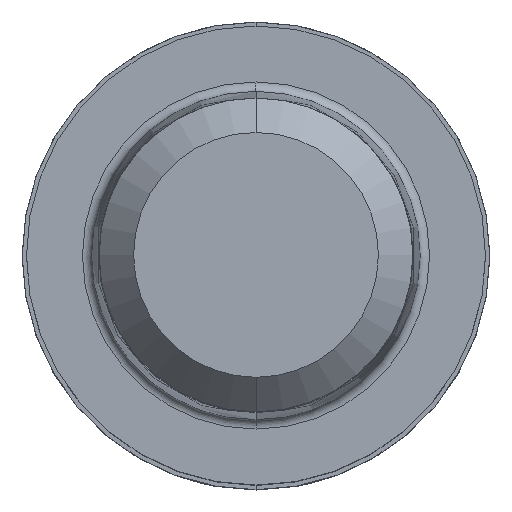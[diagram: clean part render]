
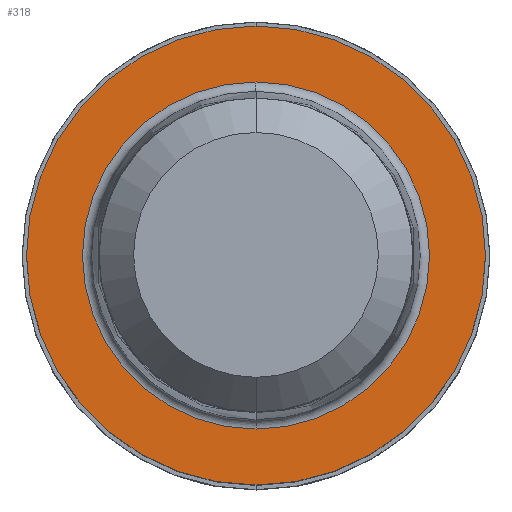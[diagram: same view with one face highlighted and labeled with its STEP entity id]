
A CAD part, top view. The second image highlights one B-rep face of the part: STEP entity #318.
In plain terms, the highlighted planar face has unit normal (0, 0, 1).
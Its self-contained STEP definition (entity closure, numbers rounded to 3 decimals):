
#172=EDGE_CURVE('',#186,#284,#451,.T.);
#174=EDGE_CURVE('',#284,#186,#453,.T.);
#186=VERTEX_POINT('',#465);
#216=VERTEX_POINT('',#498);
#284=VERTEX_POINT('',#575);
#308=VERTEX_POINT('',#603);
#318=ADVANCED_FACE('',(#613,#614),#615,.T.);
#336=EDGE_CURVE('',#216,#308,#635,.T.);
#384=EDGE_CURVE('',#308,#216,#692,.T.);
#451=CIRCLE('',#760,5.935);
#453=CIRCLE('',#763,5.935);
#465=CARTESIAN_POINT('',(0.0,5.935,0.01));
#498=CARTESIAN_POINT('',(0.0,7.85,0.01));
#575=CARTESIAN_POINT('',(0.,-5.935,0.01));
#603=CARTESIAN_POINT('',(0.,-7.85,0.01));
#613=FACE_OUTER_BOUND('',#969,.T.);
#614=FACE_BOUND('',#970,.T.);
#615=PLANE('',#971);
#635=CIRCLE('',#995,7.85);
#692=CIRCLE('',#1066,7.85);
#760=AXIS2_PLACEMENT_3D('',#1126,#1127,#1128);
#763=AXIS2_PLACEMENT_3D('',#1129,#1130,#1131);
#969=EDGE_LOOP('',(#1323,#1324));
#970=EDGE_LOOP('',(#1325,#1326));
#971=AXIS2_PLACEMENT_3D('',#1327,#1328,#1329);
#995=AXIS2_PLACEMENT_3D('',#1354,#1355,#1356);
#1066=AXIS2_PLACEMENT_3D('',#1435,#1436,#1437);
#1126=CARTESIAN_POINT('',(0.0,0.0,0.01));
#1127=DIRECTION('',(0.0,0.0,-1.0));
#1128=DIRECTION('',(0.0,1.0,0.0));
#1129=CARTESIAN_POINT('',(0.0,0.0,0.01));
#1130=DIRECTION('',(0.0,0.0,-1.0));
#1131=DIRECTION('',(0.0,1.0,0.0));
#1323=ORIENTED_EDGE('',*,*,#336,.F.);
#1324=ORIENTED_EDGE('',*,*,#384,.F.);
#1325=ORIENTED_EDGE('',*,*,#172,.T.);
#1326=ORIENTED_EDGE('',*,*,#174,.T.);
#1327=CARTESIAN_POINT('',(0.0,3.925,0.01));
#1328=DIRECTION('',(-0.0,0.0,1.0));
#1329=DIRECTION('',(0.0,-1.0,0.0));
#1354=CARTESIAN_POINT('',(0.0,0.0,0.01));
#1355=DIRECTION('',(0.0,0.0,-1.0));
#1356=DIRECTION('',(0.0,1.0,0.0));
#1435=CARTESIAN_POINT('',(0.0,0.0,0.01));
#1436=DIRECTION('',(0.0,0.0,-1.0));
#1437=DIRECTION('',(0.0,1.0,0.0));
